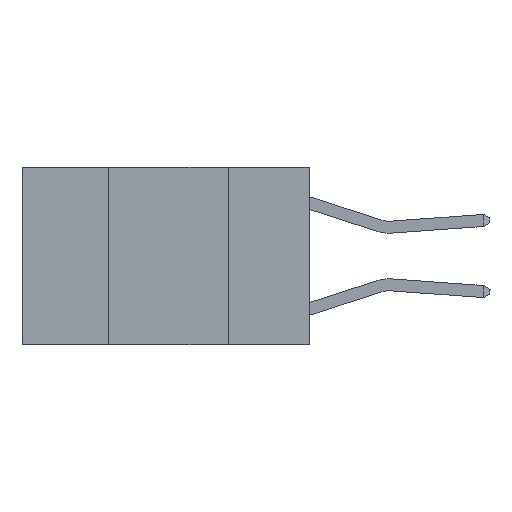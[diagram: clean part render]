
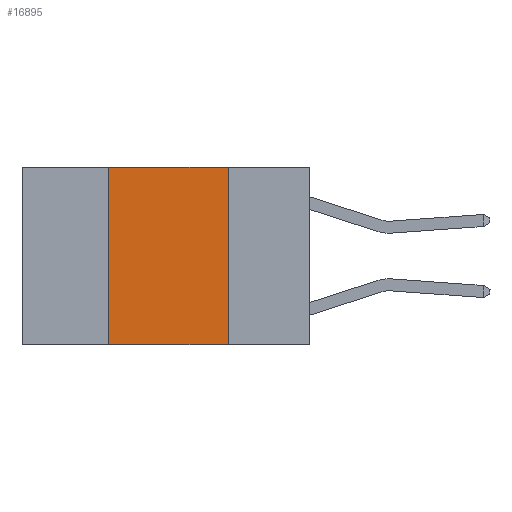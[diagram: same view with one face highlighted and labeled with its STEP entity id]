
A CAD part, left-side view. The second image highlights one B-rep face of the part: STEP entity #16895.
In plain terms, the highlighted planar face has unit normal (-1, 0, 0).
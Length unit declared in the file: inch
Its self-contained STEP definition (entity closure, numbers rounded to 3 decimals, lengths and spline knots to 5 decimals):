
#571 = CARTESIAN_POINT ( 'NONE',  ( 0., 0.17, -0.37 ) ) ;
#1181 = DIRECTION ( 'NONE',  ( 0., -1., 0. ) ) ;
#1360 = CARTESIAN_POINT ( 'NONE',  ( 0., 0.6, 0. ) ) ;
#1420 = EDGE_CURVE ( 'NONE', #8912, #1553, #8575, .T. ) ;
#1553 = VERTEX_POINT ( 'NONE', #22326 ) ;
#2378 = AXIS2_PLACEMENT_3D ( 'NONE', #19417, #8991, #23635 ) ;
#4560 = ORIENTED_EDGE ( 'NONE', *, *, #1420, .F. ) ;
#5129 = CARTESIAN_POINT ( 'NONE',  ( 0., 0.6, -0.37 ) ) ;
#5281 = FACE_OUTER_BOUND ( 'NONE', #13706, .T. ) ;
#5579 = CARTESIAN_POINT ( 'NONE',  ( 0., 0.42, 0. ) ) ;
#6016 = LINE ( 'NONE', #20101, #12999 ) ;
#6589 = LINE ( 'NONE', #5129, #23317 ) ;
#6892 = PLANE ( 'NONE',  #2378 ) ;
#7011 = EDGE_CURVE ( 'NONE', #1553, #26562, #6016, .T. ) ;
#7503 = DIRECTION ( 'NONE',  ( 0., 0., -1. ) ) ;
#8575 = LINE ( 'NONE', #1360, #14247 ) ;
#8912 = VERTEX_POINT ( 'NONE', #5579 ) ;
#8991 = DIRECTION ( 'NONE',  ( 1., 0., 0. ) ) ;
#10145 = EDGE_CURVE ( 'NONE', #26007, #8912, #17148, .T. ) ;
#11448 = ORIENTED_EDGE ( 'NONE', *, *, #23231, .T. ) ;
#11622 = VECTOR ( 'NONE', #13411, 39.37008 ) ;
#12999 = VECTOR ( 'NONE', #7503, 39.37008 ) ;
#13411 = DIRECTION ( 'NONE',  ( 0., 0., 1. ) ) ;
#13706 = EDGE_LOOP ( 'NONE', ( #18114, #4560, #24281, #11448 ) ) ;
#14247 = VECTOR ( 'NONE', #1181, 39.37008 ) ;
#15876 = CARTESIAN_POINT ( 'NONE',  ( 0., 0.42, -0.37 ) ) ;
#16895 = ADVANCED_FACE ( 'NONE', ( #5281 ), #6892, .F. ) ;
#17148 = LINE ( 'NONE', #19604, #11622 ) ;
#17782 = DIRECTION ( 'NONE',  ( 0., -1., 0. ) ) ;
#18114 = ORIENTED_EDGE ( 'NONE', *, *, #7011, .F. ) ;
#19417 = CARTESIAN_POINT ( 'NONE',  ( 0., 0.6, 0. ) ) ;
#19604 = CARTESIAN_POINT ( 'NONE',  ( 0., 0.42, 0. ) ) ;
#20101 = CARTESIAN_POINT ( 'NONE',  ( 0., 0.17, 0. ) ) ;
#22326 = CARTESIAN_POINT ( 'NONE',  ( 0., 0.17, 0. ) ) ;
#23231 = EDGE_CURVE ( 'NONE', #26007, #26562, #6589, .T. ) ;
#23317 = VECTOR ( 'NONE', #17782, 39.37008 ) ;
#23635 = DIRECTION ( 'NONE',  ( 0., 0., -1. ) ) ;
#24281 = ORIENTED_EDGE ( 'NONE', *, *, #10145, .F. ) ;
#26007 = VERTEX_POINT ( 'NONE', #15876 ) ;
#26562 = VERTEX_POINT ( 'NONE', #571 ) ;
